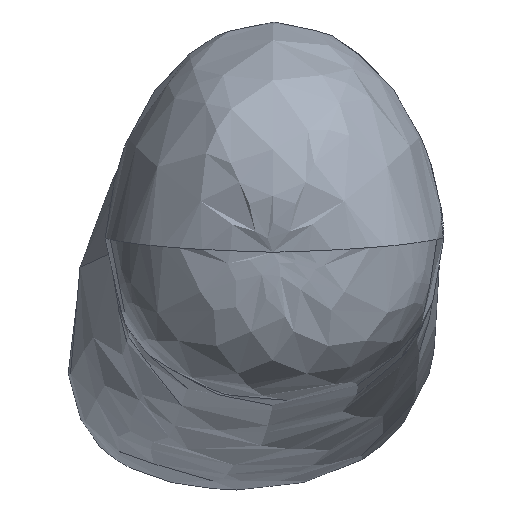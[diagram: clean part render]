
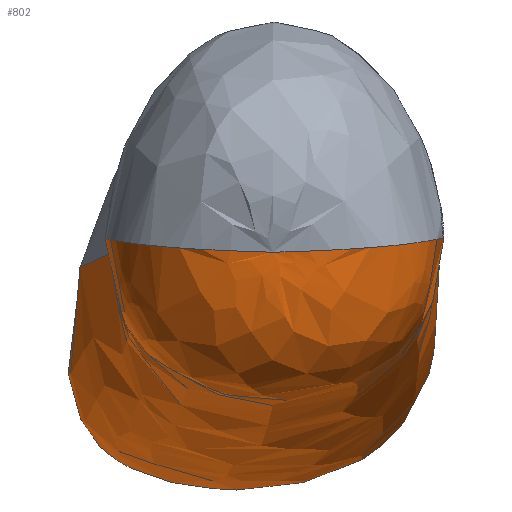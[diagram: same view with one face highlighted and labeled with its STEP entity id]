
A CAD part, top view. The second image highlights one B-rep face of the part: STEP entity #802.
In plain terms, the highlighted free-form (B-spline) face has degree [3, 3] with [7, 6] control points.
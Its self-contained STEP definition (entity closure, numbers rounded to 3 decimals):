
#49 = CARTESIAN_POINT ( 'NONE',  ( -145.534, -21.705, -627.354 ) ) ;
#59 = CARTESIAN_POINT ( 'NONE',  ( -52.178, -62.555, -457.967 ) ) ;
#61 = CARTESIAN_POINT ( 'NONE',  ( -128.75, -14.767, -407.663 ) ) ;
#63 = CARTESIAN_POINT ( 'NONE',  ( -128.744, -14.01, -407.466 ) ) ;
#65 = CARTESIAN_POINT ( 'NONE',  ( -44.63, -30.273, -411.813 ) ) ;
#89 = CARTESIAN_POINT ( 'NONE',  ( -34.443, -11.602, -463.334 ) ) ;
#94 = VERTEX_POINT ( 'NONE', #231 ) ;
#106 = EDGE_CURVE ( 'NONE', #412, #94, #655, .T. ) ;
#110 = CARTESIAN_POINT ( 'NONE',  ( -34.32, -11.718, -466.629 ) ) ;
#129 = CARTESIAN_POINT ( 'NONE',  ( -86.887, -15.873, -409.2 ) ) ;
#132 = CARTESIAN_POINT ( 'NONE',  ( -45.037, -13.616, -407.362 ) ) ;
#135 = CARTESIAN_POINT ( 'NONE',  ( -143.032, -21.578, -643.176 ) ) ;
#170 = CARTESIAN_POINT ( 'NONE',  ( -38.215, -21.705, -632.662 ) ) ;
#174 = CARTESIAN_POINT ( 'NONE',  ( -34.019, -12.293, -479.684 ) ) ;
#177 = FACE_OUTER_BOUND ( 'NONE', #756, .T. ) ;
#178 = EDGE_CURVE ( 'NONE', #720, #94, #372, .T. ) ;
#183 = CARTESIAN_POINT ( 'NONE',  ( -33.24, -19.446, -587.702 ) ) ;
#196 = B_SPLINE_SURFACE_WITH_KNOTS ( 'NONE', 3, 3, ( 
 ( #275, #632, #211, #129, #284, #279 ),
 ( #63, #503, #499, #575, #65, #132 ),
 ( #947, #712, #648, #59, #804, #638 ),
 ( #799, #272, #200, #268, #795, #792 ),
 ( #359, #876, #949, #204, #880, #433 ),
 ( #346, #866, #718, #509, #938, #716 ),
 ( #135, #642, #354, #873, #427, #571 ) ),
 .UNSPECIFIED., .F., .F., .F.,
 ( 4, 1, 1, 1, 4 ),
 ( 4, 1, 1, 4 ),
 ( 0., 1., 2., 3., 3.521 ),
 ( 1.984, 3., 4., 5.024 ),
 .UNSPECIFIED. ) ;
#198 = CARTESIAN_POINT ( 'NONE',  ( -144.482, -8.866, -464.396 ) ) ;
#200 = CARTESIAN_POINT ( 'NONE',  ( -115.931, -69.438, -471.897 ) ) ;
#204 = CARTESIAN_POINT ( 'NONE',  ( -41.382, -97.346, -615.728 ) ) ;
#211 = CARTESIAN_POINT ( 'NONE',  ( -86.887, -15.873, -409.2 ) ) ;
#231 = CARTESIAN_POINT ( 'NONE',  ( -34.32, -11.718, -466.629 ) ) ;
#258 = VERTEX_POINT ( 'NONE', #260 ) ;
#260 = CARTESIAN_POINT ( 'NONE',  ( -143.568, -22.417, -641.293 ) ) ;
#268 = CARTESIAN_POINT ( 'NONE',  ( -57.688, -69.438, -471.897 ) ) ;
#272 = CARTESIAN_POINT ( 'NONE',  ( -130.496, -33.171, -491.002 ) ) ;
#275 = CARTESIAN_POINT ( 'NONE',  ( -86.887, -15.873, -409.2 ) ) ;
#278 = CARTESIAN_POINT ( 'NONE',  ( -86.887, -15.873, -409.2 ) ) ;
#279 = CARTESIAN_POINT ( 'NONE',  ( -86.887, -15.873, -409.2 ) ) ;
#284 = CARTESIAN_POINT ( 'NONE',  ( -86.887, -15.873, -409.2 ) ) ;
#289 = CARTESIAN_POINT ( 'NONE',  ( -86.887, -15.873, -409.2 ) ) ;
#294 = EDGE_CURVE ( 'NONE', #412, #623, #511, .T. ) ;
#312 = CARTESIAN_POINT ( 'NONE',  ( -34.358, -11.949, -465.25 ) ) ;
#322 = CARTESIAN_POINT ( 'NONE',  ( -40.198, -22.417, -646.551 ) ) ;
#329 = CARTESIAN_POINT ( 'NONE',  ( -34.415, -11.783, -463.865 ) ) ;
#346 = CARTESIAN_POINT ( 'NONE',  ( -145.155, -20.79, -628.669 ) ) ;
#349 = CARTESIAN_POINT ( 'NONE',  ( -154.894, -85.476, -625.052 ) ) ;
#354 = CARTESIAN_POINT ( 'NONE',  ( -155.284, -85.033, -626.083 ) ) ;
#357 = CARTESIAN_POINT ( 'NONE',  ( -149.532, -42.515, -639.137 ) ) ;
#359 = CARTESIAN_POINT ( 'NONE',  ( -148.74, -18.378, -583.578 ) ) ;
#372 = B_SPLINE_CURVE_WITH_KNOTS ( 'NONE', 3,
 ( #322, #170, #183, #910, #174, #772 ),
 .UNSPECIFIED., .F., .F.,
 ( 4, 1, 1, 4 ),
 ( 0., 0.138, 0.414, 0.632 ),
 .UNSPECIFIED. ) ;
#375 = ORIENTED_EDGE ( 'NONE', *, *, #796, .T. ) ;
#406 = CARTESIAN_POINT ( 'NONE',  ( -34.332, -11.861, -466.09 ) ) ;
#412 = VERTEX_POINT ( 'NONE', #887 ) ;
#415 = CARTESIAN_POINT ( 'NONE',  ( -86.887, -15.873, -409.2 ) ) ;
#417 = CARTESIAN_POINT ( 'NONE',  ( -40.198, -22.417, -646.551 ) ) ;
#425 = CARTESIAN_POINT ( 'NONE',  ( -143.568, -22.417, -641.293 ) ) ;
#427 = CARTESIAN_POINT ( 'NONE',  ( -37.679, -41.466, -651.127 ) ) ;
#433 = CARTESIAN_POINT ( 'NONE',  ( -33.367, -17.811, -588.007 ) ) ;
#479 = CARTESIAN_POINT ( 'NONE',  ( -34.349, -11.936, -465.532 ) ) ;
#499 = CARTESIAN_POINT ( 'NONE',  ( -112.265, -61.228, -411.813 ) ) ;
#503 = CARTESIAN_POINT ( 'NONE',  ( -129.009, -30.52, -411.813 ) ) ;
#507 = ORIENTED_EDGE ( 'NONE', *, *, #178, .T. ) ;
#509 = CARTESIAN_POINT ( 'NONE',  ( -42.69, -88.67, -648.733 ) ) ;
#511 = B_SPLINE_CURVE_WITH_KNOTS ( 'NONE', 3,
 ( #857, #798, #651, #647, #278 ),
 .UNSPECIFIED., .F., .F.,
 ( 4, 1, 4 ),
 ( 0.652, 0.696, 1. ),
 .UNSPECIFIED. ) ;
#515 = ORIENTED_EDGE ( 'NONE', *, *, #106, .F. ) ;
#537 = ORIENTED_EDGE ( 'NONE', *, *, #294, .T. ) ;
#546 = CARTESIAN_POINT ( 'NONE',  ( -34.39, -11.897, -464.416 ) ) ;
#561 = CARTESIAN_POINT ( 'NONE',  ( -143.568, -22.417, -641.293 ) ) ;
#567 = CARTESIAN_POINT ( 'NONE',  ( -44.693, -85.476, -656.6 ) ) ;
#571 = CARTESIAN_POINT ( 'NONE',  ( -40.649, -21.095, -648.114 ) ) ;
#575 = CARTESIAN_POINT ( 'NONE',  ( -61.373, -61.228, -411.813 ) ) ;
#623 = VERTEX_POINT ( 'NONE', #289 ) ;
#626 = CARTESIAN_POINT ( 'NONE',  ( -129.364, -16.149, -495.412 ) ) ;
#632 = CARTESIAN_POINT ( 'NONE',  ( -86.887, -15.873, -409.2 ) ) ;
#638 = CARTESIAN_POINT ( 'NONE',  ( -29.799, -7.255, -464.862 ) ) ;
#642 = CARTESIAN_POINT ( 'NONE',  ( -149.181, -41.813, -641.011 ) ) ;
#647 = CARTESIAN_POINT ( 'NONE',  ( -45.023, -14.767, -407.663 ) ) ;
#648 = CARTESIAN_POINT ( 'NONE',  ( -121.898, -62.555, -457.967 ) ) ;
#651 = CARTESIAN_POINT ( 'NONE',  ( -36.291, -11.387, -440.161 ) ) ;
#655 = B_SPLINE_CURVE_WITH_KNOTS ( 'NONE', 3,
 ( #89, #827, #329, #546, #760, #312, #479, #406, #679, #110 ),
 .UNSPECIFIED., .F., .F.,
 ( 4, 2, 2, 2, 4 ),
 ( 0.002, 0.003, 0.004, 0.005, 0.006 ),
 .UNSPECIFIED. ) ;
#667 = B_SPLINE_CURVE_WITH_KNOTS ( 'NONE', 3,
 ( #415, #61, #198, #626, #944, #49, #561 ),
 .UNSPECIFIED., .F., .F.,
 ( 4, 1, 1, 1, 4 ),
 ( 0., 0.286, 0.571, 0.857, 1. ),
 .UNSPECIFIED. ) ;
#679 = CARTESIAN_POINT ( 'NONE',  ( -34.325, -11.801, -466.363 ) ) ;
#707 = EDGE_CURVE ( 'NONE', #623, #258, #667, .T. ) ;
#712 = CARTESIAN_POINT ( 'NONE',  ( -144.837, -30.948, -457.967 ) ) ;
#716 = CARTESIAN_POINT ( 'NONE',  ( -38.555, -20.283, -633.649 ) ) ;
#718 = CARTESIAN_POINT ( 'NONE',  ( -156.838, -88.67, -616.377 ) ) ;
#720 = VERTEX_POINT ( 'NONE', #417 ) ;
#756 = EDGE_LOOP ( 'NONE', ( #537, #920, #375, #507, #515 ) ) ;
#760 = CARTESIAN_POINT ( 'NONE',  ( -34.379, -11.93, -464.693 ) ) ;
#772 = CARTESIAN_POINT ( 'NONE',  ( -34.32, -11.718, -466.629 ) ) ;
#792 = CARTESIAN_POINT ( 'NONE',  ( -38.992, -14.904, -495.737 ) ) ;
#795 = CARTESIAN_POINT ( 'NONE',  ( -38.526, -32.879, -491.155 ) ) ;
#796 = EDGE_CURVE ( 'NONE', #258, #720, #819, .T. ) ;
#798 = CARTESIAN_POINT ( 'NONE',  ( -34.573, -11.536, -460.829 ) ) ;
#799 = CARTESIAN_POINT ( 'NONE',  ( -129.316, -15.33, -495.627 ) ) ;
#802 = ADVANCED_FACE ( 'NONE', ( #177 ), #196, .T. ) ;
#804 = CARTESIAN_POINT ( 'NONE',  ( -29.241, -30.694, -457.967 ) ) ;
#819 = B_SPLINE_CURVE_WITH_KNOTS ( 'NONE', 3,
 ( #425, #357, #349, #567, #870, #941 ),
 .UNSPECIFIED., .F., .F.,
 ( 4, 1, 1, 4 ),
 ( 0., 0.333, 0.667, 1. ),
 .UNSPECIFIED. ) ;
#827 = CARTESIAN_POINT ( 'NONE',  ( -34.429, -11.703, -463.594 ) ) ;
#857 = CARTESIAN_POINT ( 'NONE',  ( -34.443, -11.602, -463.334 ) ) ;
#866 = CARTESIAN_POINT ( 'NONE',  ( -151.377, -42.077, -627.579 ) ) ;
#870 = CARTESIAN_POINT ( 'NONE',  ( -37.58, -42.515, -649.653 ) ) ;
#873 = CARTESIAN_POINT ( 'NONE',  ( -43.98, -85.033, -657.997 ) ) ;
#876 = CARTESIAN_POINT ( 'NONE',  ( -154.421, -42.183, -585.739 ) ) ;
#880 = CARTESIAN_POINT ( 'NONE',  ( -30.635, -41.74, -594.899 ) ) ;
#887 = CARTESIAN_POINT ( 'NONE',  ( -34.443, -11.602, -463.334 ) ) ;
#910 = CARTESIAN_POINT ( 'NONE',  ( -38.492, -16.427, -503.194 ) ) ;
#920 = ORIENTED_EDGE ( 'NONE', *, *, #707, .T. ) ;
#938 = CARTESIAN_POINT ( 'NONE',  ( -35.554, -41.703, -637.804 ) ) ;
#941 = CARTESIAN_POINT ( 'NONE',  ( -40.198, -22.417, -646.551 ) ) ;
#944 = CARTESIAN_POINT ( 'NONE',  ( -148.831, -19.446, -582.929 ) ) ;
#947 = CARTESIAN_POINT ( 'NONE',  ( -144.474, -7.809, -464.7 ) ) ;
#949 = CARTESIAN_POINT ( 'NONE',  ( -155.39, -97.346, -586.466 ) ) ;
